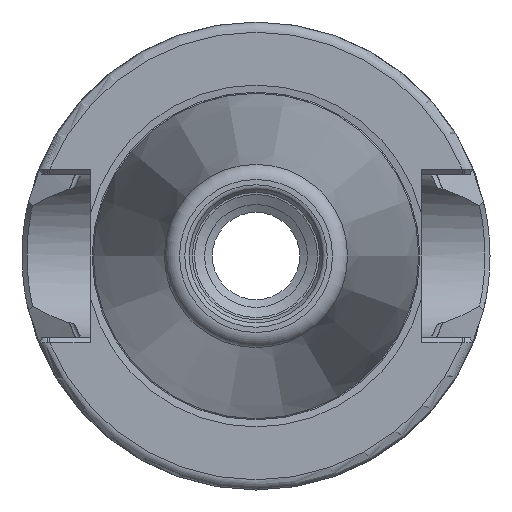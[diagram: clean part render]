
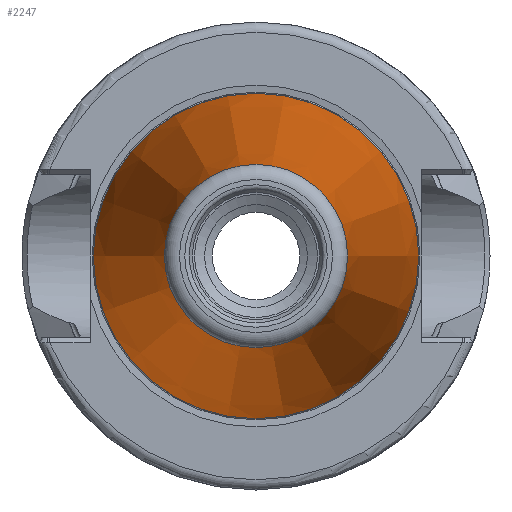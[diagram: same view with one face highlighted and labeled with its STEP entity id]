
A CAD part, left-side view. The second image highlights one B-rep face of the part: STEP entity #2247.
In plain terms, the highlighted conical face has half-angle 8.297 degrees and reference radius 12.502 mm.
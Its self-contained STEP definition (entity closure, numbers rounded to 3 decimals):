
#274=FACE_OUTER_BOUND('',#400,.T.);
#400=EDGE_LOOP('',(#1887,#1888,#1889,#1890,#1891,#1892,#1893));
#517=LINE('',#4426,#619);
#619=VECTOR('',#3021,12.502);
#755=CIRCLE('',#2480,9.004);
#756=CIRCLE('',#2481,9.004);
#757=CIRCLE('',#2482,9.004);
#759=CIRCLE('',#2485,15.999);
#760=CIRCLE('',#2486,15.999);
#987=VERTEX_POINT('',#4414);
#988=VERTEX_POINT('',#4415);
#989=VERTEX_POINT('',#4417);
#990=VERTEX_POINT('',#4422);
#991=VERTEX_POINT('',#4423);
#1304=EDGE_CURVE('',#987,#988,#755,.T.);
#1305=EDGE_CURVE('',#989,#987,#756,.T.);
#1306=EDGE_CURVE('',#988,#989,#757,.T.);
#1308=EDGE_CURVE('',#990,#991,#759,.T.);
#1309=EDGE_CURVE('',#991,#990,#760,.T.);
#1310=EDGE_CURVE('',#991,#989,#517,.T.);
#1887=ORIENTED_EDGE('',*,*,#1308,.F.);
#1888=ORIENTED_EDGE('',*,*,#1309,.F.);
#1889=ORIENTED_EDGE('',*,*,#1310,.T.);
#1890=ORIENTED_EDGE('',*,*,#1305,.T.);
#1891=ORIENTED_EDGE('',*,*,#1304,.T.);
#1892=ORIENTED_EDGE('',*,*,#1306,.T.);
#1893=ORIENTED_EDGE('',*,*,#1310,.F.);
#2155=CONICAL_SURFACE('',#2484,12.502,0.145);
#2247=ADVANCED_FACE('',(#274),#2155,.T.);
#2480=AXIS2_PLACEMENT_3D('',#4416,#3007,#3008);
#2481=AXIS2_PLACEMENT_3D('',#4418,#3009,#3010);
#2482=AXIS2_PLACEMENT_3D('',#4419,#3011,#3012);
#2484=AXIS2_PLACEMENT_3D('',#4421,#3015,#3016);
#2485=AXIS2_PLACEMENT_3D('',#4424,#3017,#3018);
#2486=AXIS2_PLACEMENT_3D('',#4425,#3019,#3020);
#3007=DIRECTION('center_axis',(1.,0.,0.));
#3008=DIRECTION('ref_axis',(0.,0.,-1.));
#3009=DIRECTION('center_axis',(1.,0.,0.));
#3010=DIRECTION('ref_axis',(0.,0.,-1.));
#3011=DIRECTION('center_axis',(1.,0.,0.));
#3012=DIRECTION('ref_axis',(0.,0.,-1.));
#3015=DIRECTION('center_axis',(1.,0.,0.));
#3016=DIRECTION('ref_axis',(0.,1.,0.));
#3017=DIRECTION('center_axis',(1.,0.,0.));
#3018=DIRECTION('ref_axis',(0.,0.,-1.));
#3019=DIRECTION('center_axis',(1.,0.,0.));
#3020=DIRECTION('ref_axis',(0.,0.,-1.));
#3021=DIRECTION('',(-0.99,0.144,0.));
#4414=CARTESIAN_POINT('',(-47.116,9.004,0.));
#4415=CARTESIAN_POINT('',(-47.116,0.,9.004));
#4416=CARTESIAN_POINT('Origin',(-47.116,0.,
0.));
#4417=CARTESIAN_POINT('',(-47.116,-9.004,0.));
#4418=CARTESIAN_POINT('Origin',(-47.116,0.,
0.));
#4419=CARTESIAN_POINT('Origin',(-47.116,0.,
0.));
#4421=CARTESIAN_POINT('Origin',(-23.132,0.,
0.));
#4422=CARTESIAN_POINT('',(0.852,15.999,0.));
#4423=CARTESIAN_POINT('',(0.852,-15.999,0.));
#4424=CARTESIAN_POINT('Origin',(0.852,0.,
0.));
#4425=CARTESIAN_POINT('Origin',(0.852,0.,
0.));
#4426=CARTESIAN_POINT('',(-23.132,-12.502,0.));
